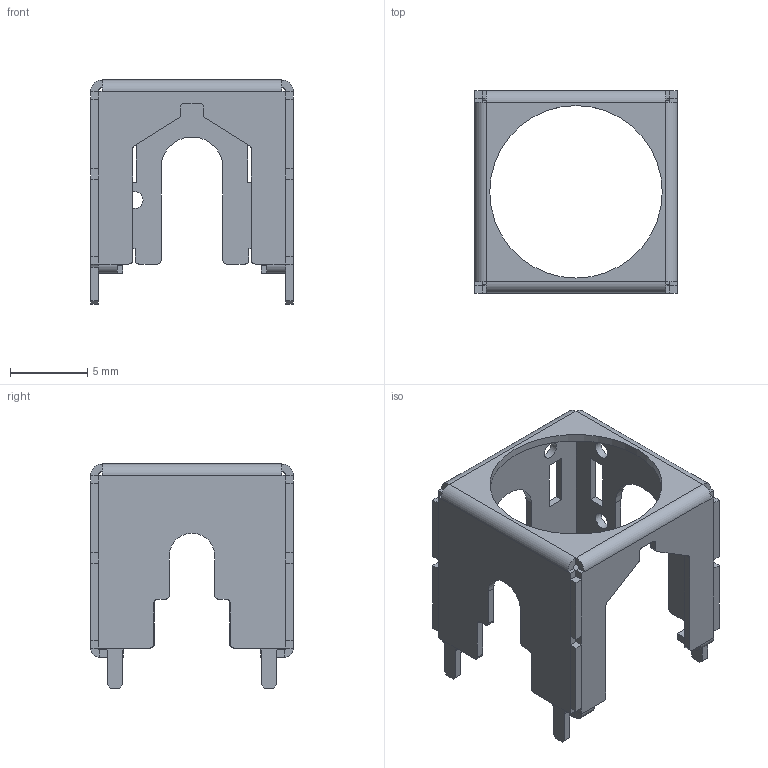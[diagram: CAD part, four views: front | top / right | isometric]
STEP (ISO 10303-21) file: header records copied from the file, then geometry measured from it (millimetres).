
FILE_DESCRIPTION(('FreeCAD Model'),'2;1');
FILE_NAME('Open CASCADE Shape Model','2022-06-13T14:00:21',( 'kicad StepUp'),('ksu MCAD'),'Open CASCADE STEP processor 7.5', 'FreeCAD','Unknown');
FILE_SCHEMA(('AUTOMOTIVE_DESIGN { 1 0 10303 214 1 1 1 1 }'));
Length unit declared in the file: millimetre
Products named in the file (1): JOYSTICK_ALPS_3318
Bounding box: 13.15 x 13.15 x 14.55 mm (x, y, z)
Volume: 234.5 mm3; surface area: 1068.8 mm2
Topology: 1 solids, 1 shells, 253 faces, 665 edges, 394 vertices
Faces by surface type: plane 201, cylinder 52
Full cylindrical faces by diameter (mm): 1.1 x6, 11.2 x1
Entity records: 7669 total; most frequent: ORIENTED_EDGE 1354, CARTESIAN_POINT 1313, DIRECTION 1277, EDGE_CURVE 665, LINE 561, VECTOR 561, VERTEX_POINT 394, AXIS2_PLACEMENT_3D 358
